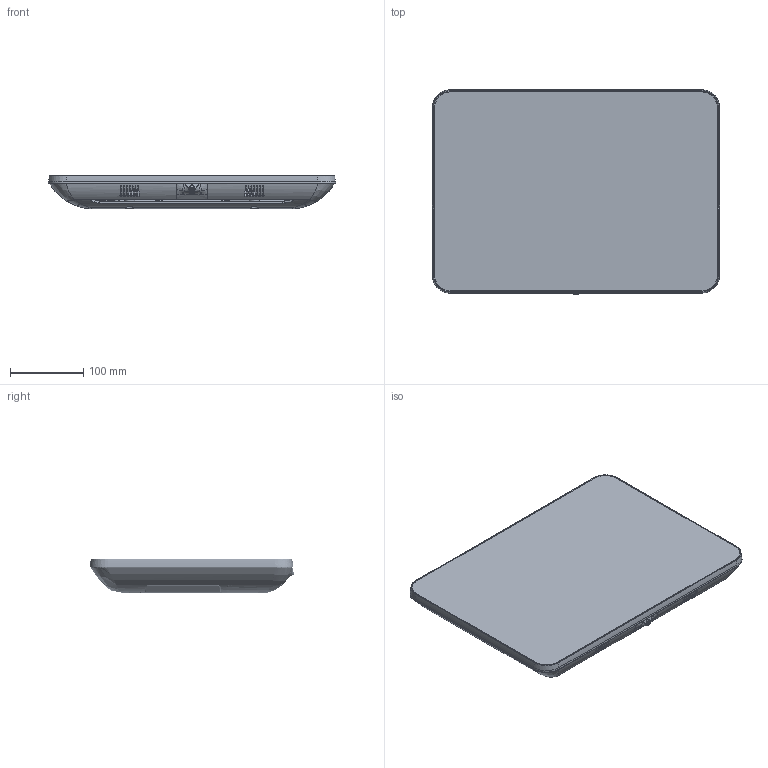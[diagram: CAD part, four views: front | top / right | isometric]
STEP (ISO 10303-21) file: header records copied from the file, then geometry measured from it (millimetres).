
FILE_DESCRIPTION((''),'2;1');
FILE_NAME('REP0001_SW0001','2022-05-27T14:19:40',('kiung.lee'),(''),'CREO PARAMETRIC BY PTC INC, 2020044','CREO PARAMETRIC BY PTC INC, 2020044','');
FILE_SCHEMA(('CONFIG_CONTROL_DESIGN','SHAPE_APPEARANCE_LAYERS_GROUPS'));
Products named in the file (1): REP0001_SW0001
Bounding box: 391.35 x 278.59 x 46.07 mm (x, y, z)
Surface area: 652743.3 mm2 (no closed solid volume)
Topology: 0 solids, 357 shells, 5374 faces, 27854 edges, 22277 vertices
Faces by surface type: plane 3155, cylinder 1381, bspline 583, cone 111, torus 56, extrusion 52, sphere 28, revolution 8
Entity records: 343656 total; most frequent: CARTESIAN_POINT 117846, ORIENTED_EDGE 40760, DIRECTION 36748, EDGE_CURVE 27836, VERTEX_POINT 22277, VECTOR 21654, LINE 21602, AXIS2_PLACEMENT_3D 7543
